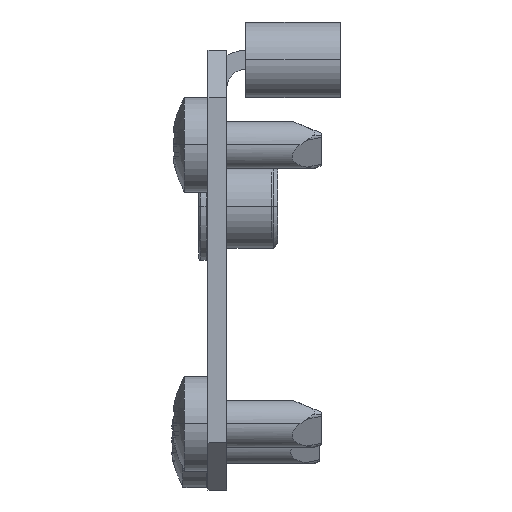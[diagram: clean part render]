
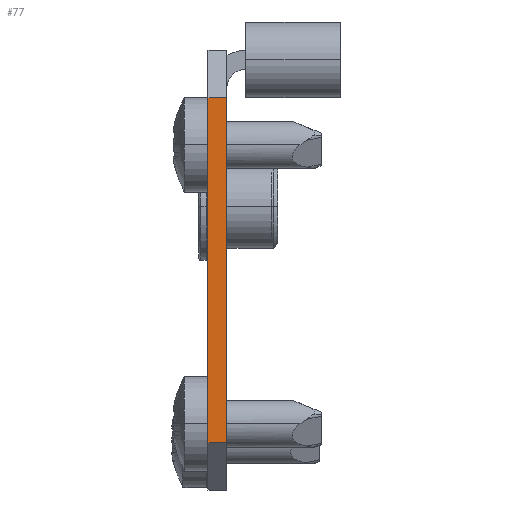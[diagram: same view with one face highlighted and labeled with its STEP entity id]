
A CAD part, left-side view. The second image highlights one B-rep face of the part: STEP entity #77.
In plain terms, the highlighted planar face has unit normal (-1, 0, 0).
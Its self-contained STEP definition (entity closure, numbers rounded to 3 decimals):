
#44 = EDGE_CURVE ( 'NONE', #5053, #2494, #121, .T. ) ;
#77 = ADVANCED_FACE ( 'NONE', ( #687 ), #1374, .T. ) ;
#121 = LINE ( 'NONE', #3276, #4441 ) ;
#231 = DIRECTION ( 'NONE',  ( 0., 0., 1. ) ) ;
#250 = DIRECTION ( 'NONE',  ( 0., 0., 1. ) ) ;
#321 = EDGE_CURVE ( 'NONE', #2850, #631, #3505, .T. ) ;
#336 = CARTESIAN_POINT ( 'NONE',  ( -199., -2., 18.25 ) ) ;
#631 = VERTEX_POINT ( 'NONE', #1814 ) ;
#641 = ORIENTED_EDGE ( 'NONE', *, *, #321, .F. ) ;
#687 = FACE_OUTER_BOUND ( 'NONE', #4203, .T. ) ;
#736 = DIRECTION ( 'NONE',  ( 0., -1., 0. ) ) ;
#875 = DIRECTION ( 'NONE',  ( 0., 0., 1. ) ) ;
#943 = ORIENTED_EDGE ( 'NONE', *, *, #44, .T. ) ;
#961 = DIRECTION ( 'NONE',  ( -1., 0., 0. ) ) ;
#1340 = VECTOR ( 'NONE', #736, 1000. ) ;
#1374 = PLANE ( 'NONE',  #1826 ) ;
#1538 = CARTESIAN_POINT ( 'NONE',  ( -199., -2., -18.25 ) ) ;
#1814 = CARTESIAN_POINT ( 'NONE',  ( -199., 0., 18.25 ) ) ;
#1826 = AXIS2_PLACEMENT_3D ( 'NONE', #4942, #961, #231 ) ;
#2131 = VECTOR ( 'NONE', #3491, 1000. ) ;
#2278 = CARTESIAN_POINT ( 'NONE',  ( -199., 0., 23.25 ) ) ;
#2372 = CARTESIAN_POINT ( 'NONE',  ( -199., 0., -18.25 ) ) ;
#2391 = LINE ( 'NONE', #2771, #1340 ) ;
#2491 = LINE ( 'NONE', #336, #2131 ) ;
#2494 = VERTEX_POINT ( 'NONE', #3458 ) ;
#2771 = CARTESIAN_POINT ( 'NONE',  ( -199., -2., -18.25 ) ) ;
#2850 = VERTEX_POINT ( 'NONE', #2372 ) ;
#2902 = VECTOR ( 'NONE', #250, 1000. ) ;
#2941 = EDGE_CURVE ( 'NONE', #2850, #5053, #2391, .T. ) ;
#3276 = CARTESIAN_POINT ( 'NONE',  ( -199., -2., 23.25 ) ) ;
#3458 = CARTESIAN_POINT ( 'NONE',  ( -199., -2., 18.25 ) ) ;
#3491 = DIRECTION ( 'NONE',  ( 0., 1., 0. ) ) ;
#3505 = LINE ( 'NONE', #2278, #2902 ) ;
#3944 = ORIENTED_EDGE ( 'NONE', *, *, #2941, .T. ) ;
#4203 = EDGE_LOOP ( 'NONE', ( #641, #3944, #943, #4646 ) ) ;
#4441 = VECTOR ( 'NONE', #875, 1000. ) ;
#4646 = ORIENTED_EDGE ( 'NONE', *, *, #5061, .T. ) ;
#4942 = CARTESIAN_POINT ( 'NONE',  ( -199., -2., 23.25 ) ) ;
#5053 = VERTEX_POINT ( 'NONE', #1538 ) ;
#5061 = EDGE_CURVE ( 'NONE', #2494, #631, #2491, .T. ) ;
